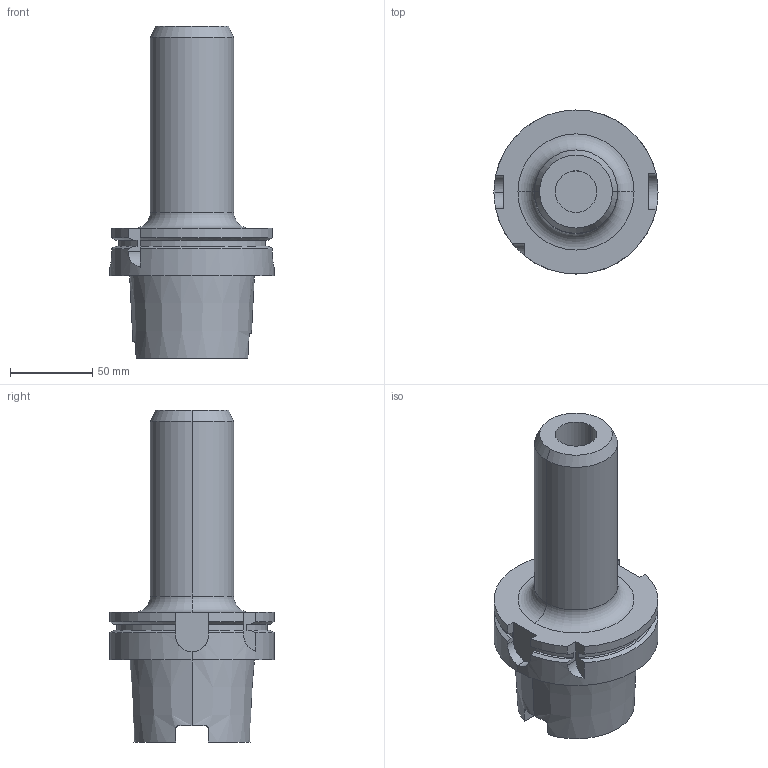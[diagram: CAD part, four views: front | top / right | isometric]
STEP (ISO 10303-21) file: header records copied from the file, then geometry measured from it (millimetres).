
FILE_DESCRIPTION (( 'STEP AP203' ), '1' );
FILE_NAME ('STP-32992-6.STEP', '2021-01-19T01:02:09', ( '' ), ( '' ), 'SwSTEP 2.0', 'SolidWorks 2017', '' );
FILE_SCHEMA (( 'CONFIG_CONTROL_DESIGN' ));
Length unit declared in the file: millimetre
Products named in the file (1): STP-32992-6
Bounding box: 100 x 100 x 202.4 mm (x, y, z)
Volume: 480629.5 mm3; surface area: 73227.8 mm2
Topology: 1 solids, 1 shells, 74 faces, 189 edges, 121 vertices
Faces by surface type: cylinder 28, plane 28, cone 12, torus 6
Entity records: 2566 total; most frequent: CARTESIAN_POINT 684, DIRECTION 385, ORIENTED_EDGE 378, EDGE_CURVE 189, AXIS2_PLACEMENT_3D 150, VERTEX_POINT 121, VECTOR 85, LINE 85
